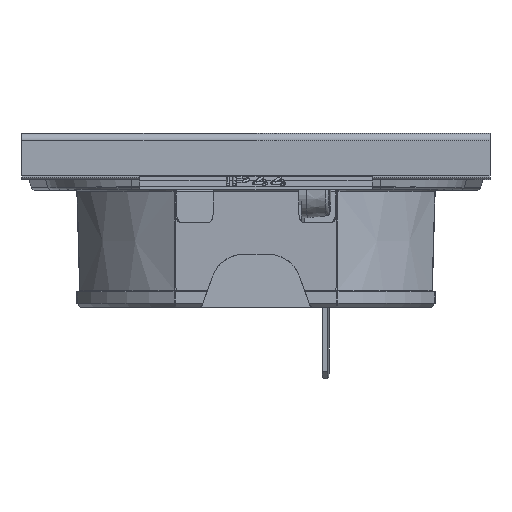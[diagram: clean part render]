
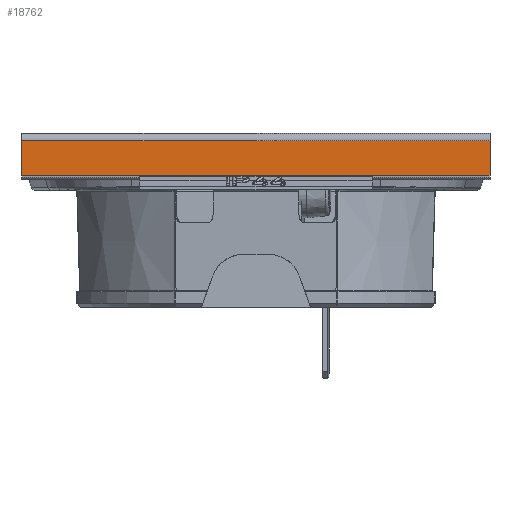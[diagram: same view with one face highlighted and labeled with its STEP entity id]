
A CAD part, top view. The second image highlights one B-rep face of the part: STEP entity #18762.
In plain terms, the highlighted planar face has unit normal (0, 0, 1).
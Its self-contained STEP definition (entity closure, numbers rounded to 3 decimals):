
#232=DIRECTION('',(0.,1.,0.));
#233=VECTOR('',#232,5.2);
#234=CARTESIAN_POINT('',(-35.25,0.6,35.));
#235=LINE('14284',#234,#233);
#3727=DIRECTION('',(0.,1.,0.));
#3728=VECTOR('',#3727,5.2);
#3729=CARTESIAN_POINT('',(35.25,0.6,35.));
#3730=LINE('14293',#3729,#3728);
#4943=DIRECTION('',(1.,0.,0.));
#4944=VECTOR('',#4943,70.5);
#4945=CARTESIAN_POINT('',(-35.25,0.6,35.));
#4946=LINE('14301',#4945,#4944);
#4950=DIRECTION('',(1.,0.,0.));
#4951=VECTOR('',#4950,70.5);
#4952=CARTESIAN_POINT('',(-35.25,5.8,35.));
#4953=LINE('14302',#4952,#4951);
#15461=CARTESIAN_POINT('',(-35.25,0.6,35.));
#15463=VERTEX_POINT('',#15461);
#15464=CARTESIAN_POINT('',(-35.25,5.8,35.));
#15465=VERTEX_POINT('',#15464);
#15475=CARTESIAN_POINT('',(35.25,0.6,35.));
#15477=VERTEX_POINT('',#15475);
#15478=CARTESIAN_POINT('',(35.25,5.8,35.));
#15479=VERTEX_POINT('',#15478);
#18750=CARTESIAN_POINT('',(-35.25,0.6,35.));
#18751=DIRECTION('',(0.,0.,-1.));
#18752=DIRECTION('',(0.,1.,0.));
#18753=AXIS2_PLACEMENT_3D('',#18750,#18751,#18752);
#18754=PLANE('14242',#18753);
#18755=ORIENTED_EDGE('14284',*,*,#16801,.T.);
#18757=ORIENTED_EDGE('14302',*,*,#18756,.T.);
#18758=ORIENTED_EDGE('14293',*,*,#17830,.F.);
#18759=ORIENTED_EDGE('14301',*,*,#18673,.F.);
#18760=EDGE_LOOP('14242',(#18755,#18757,#18758,#18759));
#18761=FACE_OUTER_BOUND('14242',#18760,.F.);
#18762=ADVANCED_FACE('14242',(#18761),#18754,.F.);
#16801=EDGE_CURVE('14284',#15463,#15465,#235,.T.);
#17830=EDGE_CURVE('14293',#15477,#15479,#3730,.T.);
#18673=EDGE_CURVE('14301',#15463,#15477,#4946,.T.);
#18756=EDGE_CURVE('14302',#15465,#15479,#4953,.T.);
